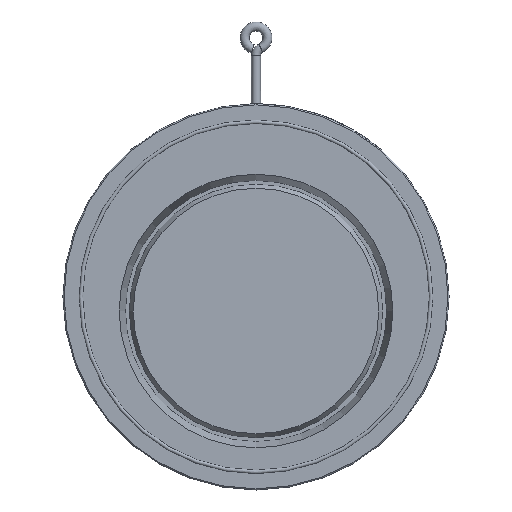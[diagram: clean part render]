
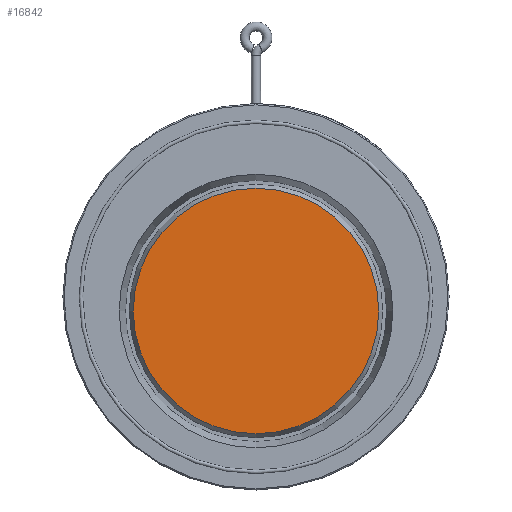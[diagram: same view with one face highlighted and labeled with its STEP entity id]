
A CAD part, top view. The second image highlights one B-rep face of the part: STEP entity #16842.
In plain terms, the highlighted planar face has unit normal (0, 0, 1).
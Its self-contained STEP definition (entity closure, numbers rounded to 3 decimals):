
#2763 = ORIENTED_EDGE ( 'NONE', *, *, #6601, .F. ) ;
#3334 = FACE_OUTER_BOUND ( 'NONE', #16108, .T. ) ;
#5718 = DIRECTION ( 'NONE',  ( 1., 0., 0. ) ) ;
#6363 = DIRECTION ( 'NONE',  ( -1., 0., 0. ) ) ;
#6601 = EDGE_CURVE ( 'NONE', #6791, #6791, #22462, .T. ) ;
#6791 = VERTEX_POINT ( 'NONE', #11293 ) ;
#9216 = CARTESIAN_POINT ( 'NONE',  ( 0., 95.586, -1.5 ) ) ;
#9610 = DIRECTION ( 'NONE',  ( 0., 0., -1. ) ) ;
#11293 = CARTESIAN_POINT ( 'NONE',  ( -108.036, -12.45, -1.5 ) ) ;
#11315 = AXIS2_PLACEMENT_3D ( 'NONE', #9216, #16401, #5718 ) ;
#13471 = CARTESIAN_POINT ( 'NONE',  ( 0., -12.45, -1.5 ) ) ;
#16108 = EDGE_LOOP ( 'NONE', ( #2763 ) ) ;
#16401 = DIRECTION ( 'NONE',  ( 0., 0., 1. ) ) ;
#16842 = ADVANCED_FACE ( 'NONE', ( #3334 ), #23060, .T. ) ;
#20521 = AXIS2_PLACEMENT_3D ( 'NONE', #13471, #9610, #6363 ) ;
#22462 = CIRCLE ( 'NONE', #20521, 108.036 ) ;
#23060 = PLANE ( 'NONE',  #11315 ) ;
